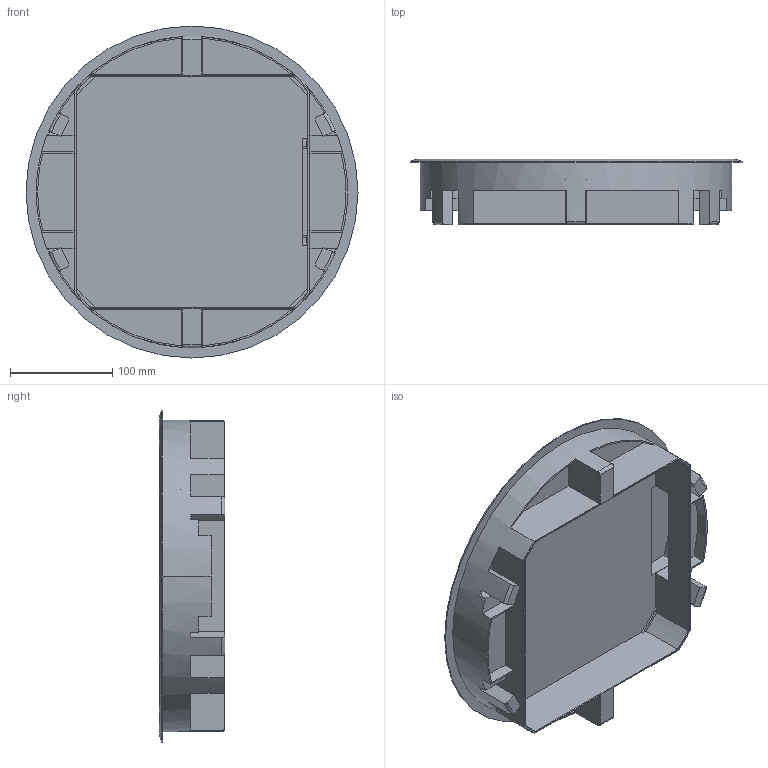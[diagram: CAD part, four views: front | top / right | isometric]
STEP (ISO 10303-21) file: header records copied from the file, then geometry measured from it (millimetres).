
FILE_DESCRIPTION (( 'STEP AP203' ), '1' );
FILE_NAME ('VR1212.STEP', '2022-08-01T13:37:52', ( '' ), ( '' ), 'SwSTEP 2.0', 'SolidWorks 2019', '' );
FILE_SCHEMA (( 'CONFIG_CONTROL_DESIGN' ));
Length unit declared in the file: millimetre
Products named in the file (4): Rahmen VR12 R12; VR1212; Klappe VR12 R12; Schnurauslass VR12_Standard
Assembly tree (3 placements, depth 2):
  VR1212
    Rahmen VR12 R12
    Klappe VR12 R12
    Schnurauslass VR12_Standard
Bounding box: 325 x 64.3 x 325 mm (x, y, z)
Volume: 812436 mm3; surface area: 389192 mm2
Topology: 3 solids, 7 shells, 315 faces, 829 edges, 542 vertices
Faces by surface type: plane 208, cylinder 66, bspline 22, torus 16, cone 3
Entity records: 11091 total; most frequent: CARTESIAN_POINT 3006, ORIENTED_EDGE 1658, DIRECTION 1519, EDGE_CURVE 829, VECTOR 585, LINE 585, VERTEX_POINT 542, AXIS2_PLACEMENT_3D 467
